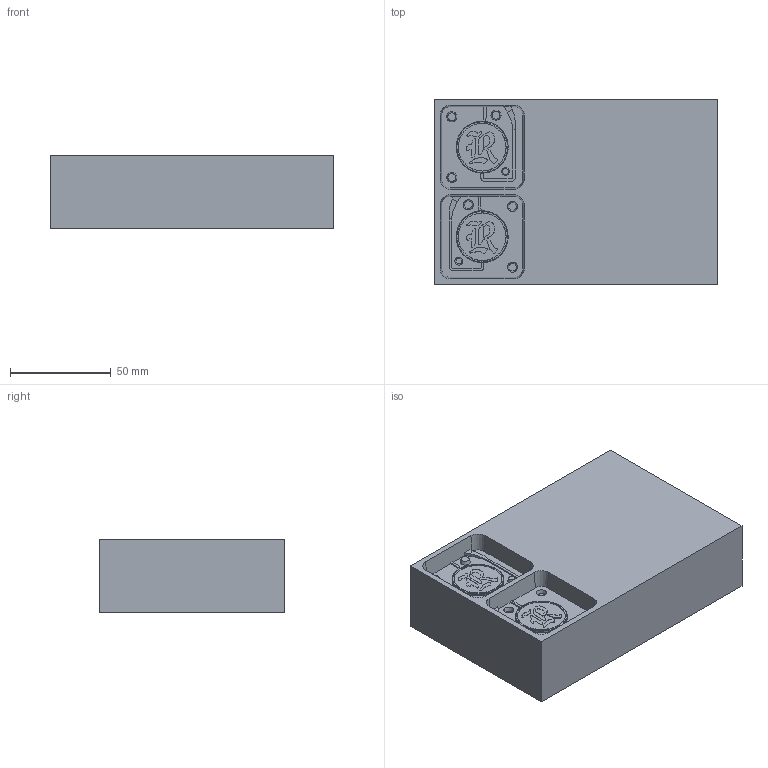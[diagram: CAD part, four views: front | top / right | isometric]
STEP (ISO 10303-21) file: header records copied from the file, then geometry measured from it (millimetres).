
FILE_DESCRIPTION(/* description */ (''),/* implementation_level */ '2;1');
FILE_NAME(/* name */ 'InitialsCoin_MoldCavityInWaxStock.step',/* time_stamp */ '2022-07-22T16:58:36+02:00',/* author */ (''),/* organization */ (''),/* preprocessor_version */ 'ST-DEVELOPER v18.1',/* originating_system */ 'Autodesk Translation Framework v10.14.0.1471',/* authorisation */ '');
FILE_SCHEMA (('AUTOMOTIVE_DESIGN { 1 0 10303 214 3 1 1 }'));
Length unit declared in the file: millimetre
Products named in the file (1): CombineMold
Bounding box: 140.94 x 92.25 x 36.62 mm (x, y, z)
Volume: 447039.8 mm3; surface area: 46200.5 mm2
Topology: 1 solids, 1 shells, 584 faces, 1672 edges, 1112 vertices
Faces by surface type: cylinder 288, plane 188, bspline 88, cone 20
Entity records: 22448 total; most frequent: CARTESIAN_POINT 7938, ORIENTED_EDGE 3344, DIRECTION 2602, EDGE_CURVE 1672, VERTEX_POINT 1112, AXIS2_PLACEMENT_3D 911, LINE 780, VECTOR 780
